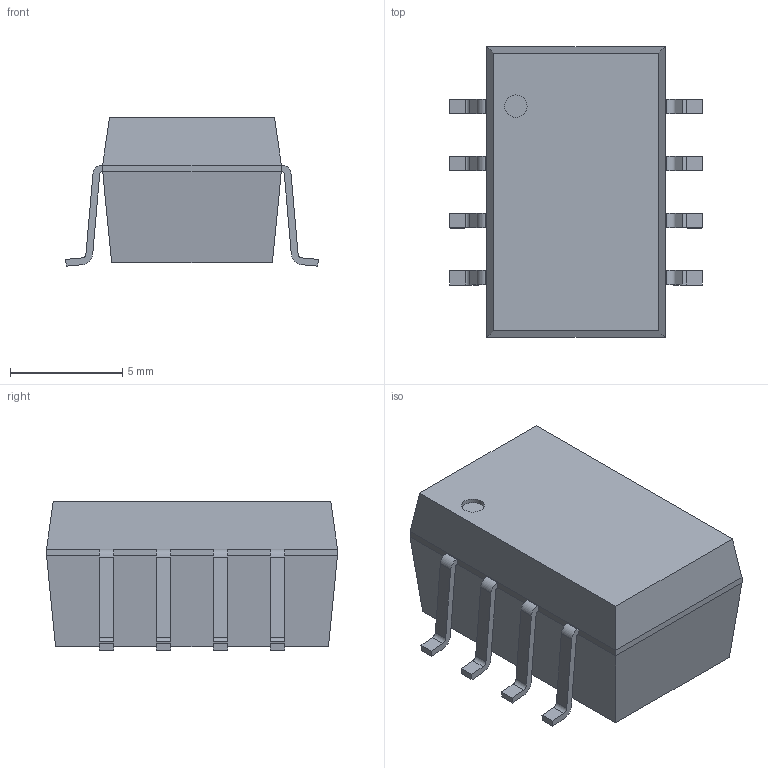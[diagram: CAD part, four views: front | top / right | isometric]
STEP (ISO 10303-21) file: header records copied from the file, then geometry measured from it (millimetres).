
FILE_DESCRIPTION(/* description */ (''),/* implementation_level */ '2;1');
FILE_NAME(/* name */ 'DCDC_MURATA_NTE.stp',/* time_stamp */ '2017-04-26T15:33:48+02:00',/* author */ ('jchouvet'),/* organization */ (''),/* preprocessor_version */ 'ST-DEVELOPER v16.1',/* originating_system */ 'AutoCAD Mechanical',/* authorisation */ '');
FILE_SCHEMA (('AUTOMOTIVE_DESIGN { 1 0 10303 214 3 1 1 }'));
Length unit declared in the file: millimetre
Products named in the file (1): Product
Bounding box: 11.25 x 12.95 x 6.6 mm (x, y, z)
Volume: 626.1 mm3; surface area: 523.1 mm2
Topology: 9 solids, 9 shells, 128 faces, 319 edges, 210 vertices
Faces by surface type: plane 95, cylinder 33
Full cylindrical faces by diameter (mm): 1 x1
Entity records: 3811 total; most frequent: CARTESIAN_POINT 657, DIRECTION 642, ORIENTED_EDGE 636, EDGE_CURVE 318, LINE 252, VECTOR 252, VERTEX_POINT 210, AXIS2_PLACEMENT_3D 195
